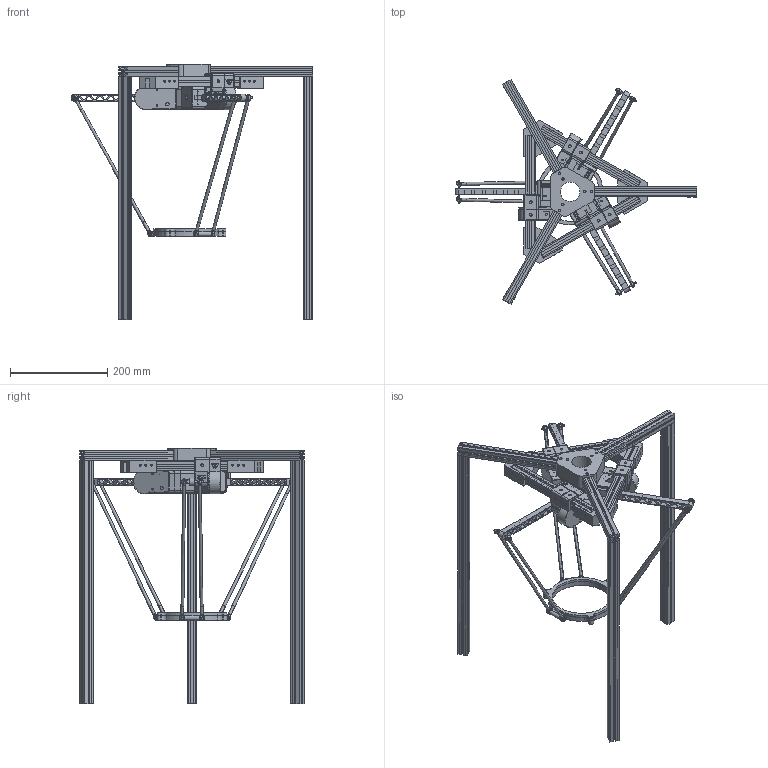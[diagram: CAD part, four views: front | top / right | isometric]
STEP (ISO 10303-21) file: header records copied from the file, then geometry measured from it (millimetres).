
FILE_DESCRIPTION(/* description */ (''),/* implementation_level */ '2;1');
FILE_NAME(/* name */ 'Assembled.step',/* time_stamp */ '2023-01-22T10:52:10+05:30',/* author */ (''),/* organization */ (''),/* preprocessor_version */ 'ST-DEVELOPER v19.2',/* originating_system */ 'Autodesk Translation Framework v11.17.0.187',/* authorisation */ '');
FILE_SCHEMA (('AUTOMOTIVE_DESIGN { 1 0 10303 214 3 1 1 }'));
Products named in the file (41): Stand_New; GearBox 3_1 v2; Main Frame; Elbow_for3DPrinting_V1 v13; Ball Joint_1 v2; Ball Joint_1 v2 (1); Carrier - Stick v1; GearBox 3_1 v2_1; Elbow_for3DPrinting_V1 v13_1; Ball Joint_1 v2_1; Ball Joint_1 v2 (1)_1; GearBox 3_1 v2_2; Gear Box; GT2_60T_8; GT2_20T_5_____________1; Belt3-4^GearBox 3_1; Gear Box Lib; Stepper 42x50; Bearing 8_16; Elbow_for3DPrinting_V1 v13_2; Ball Joint_1 v2_2; Joint Ball 1; Ball Joint_1 v2 (1)_2; Joint Ball 1 (1); Carrier - Stick v1_1; Carrier - Stick v1_2; Carrier - Stick v1_3; Carrier - Stick v1_4; Carrier - Stick v1_5; Joint Ball 2; Carbon Tube 303_Default<As Machined>; Work Piece Holder Type 1; Component1; Ball Joint_1; Ball Joint_1_1; Ball Joint_1_2; Ball Joint_1_3; Ball Joint_1_4; Ball Joint_1_5; Joint Ball 1_1 ...
Assembly tree (79 placements, depth 5):
  Stand_New
    GearBox 3_1 v2
      Gear Box
      GT2_60T_8
      GT2_20T_5_____________1
      Belt3-4^GearBox 3_1
      Gear Box Lib
      Stepper 42x50
      Bearing 8_16
    Main Frame
    Elbow_for3DPrinting_V1 v13
      Ball Joint_1 v2
        Joint Ball 1
      Ball Joint_1 v2 (1)
        Joint Ball 1 (1)
    Carrier - Stick v1
      Joint Ball 2  x2
      Carbon Tube 303_Default<As Machined>
    GearBox 3_1 v2_1
      Gear Box
      GT2_60T_8
      GT2_20T_5_____________1
      Belt3-4^GearBox 3_1
      Gear Box Lib
      Stepper 42x50
      Bearing 8_16
    Elbow_for3DPrinting_V1 v13_1
      Ball Joint_1 v2_1
        Joint Ball 1
      Ball Joint_1 v2 (1)_1
        Joint Ball 1 (1)
    GearBox 3_1 v2_2
      Gear Box
      GT2_60T_8
      GT2_20T_5_____________1
      Belt3-4^GearBox 3_1
      Gear Box Lib
      Stepper 42x50
      Bearing 8_16
    Elbow_for3DPrinting_V1 v13_2
      Ball Joint_1 v2_2
        Joint Ball 1
      Ball Joint_1 v2 (1)_2
        Joint Ball 1 (1)
    Carrier - Stick v1_1
      Joint Ball 2  x2
      Carbon Tube 303_Default<As Machined>
    Carrier - Stick v1_2
      Joint Ball 2  x2
      Carbon Tube 303_Default<As Machined>
    Carrier - Stick v1_3
      Joint Ball 2  x2
      Carbon Tube 303_Default<As Machined>
    Carrier - Stick v1_4
      Joint Ball 2  x2
      Carbon Tube 303_Default<As Machined>
    Carrier - Stick v1_5
      Joint Ball 2  x2
      Carbon Tube 303_Default<As Machined>
    Work Piece Holder Type 1
Bounding box: 496.09 x 460.33 x 525 mm (x, y, z)
Volume: 1621446.2 mm3; surface area: 1038506 mm2
Topology: 78 solids, 78 shells, 4608 faces, 12306 edges, 7977 vertices
Faces by surface type: cylinder 2220, plane 1965, torus 273, bspline 69, cone 45, sphere 36
Full cylindrical faces by diameter (mm): 3 x78, 3.3 x3, 3.4 x27, 4 x39, 4.3 x9, 5 x21, 5.4 x12, 6 x6, 7 x3, 8 x9, 9 x3, 10 x6, 12 x3, 13 x3, 14 x6, 16 x9, 16.35 x6, 22 x3, 23 x3, 25 x3, 36 x3, 40 x1, 44 x6, 120 x2
Entity records: 70153 total; most frequent: CARTESIAN_POINT 16402, DIRECTION 11359, ORIENTED_EDGE 10838, EDGE_CURVE 5419, AXIS2_PLACEMENT_3D 3916, VERTEX_POINT 3546, LINE 3527, VECTOR 3527
